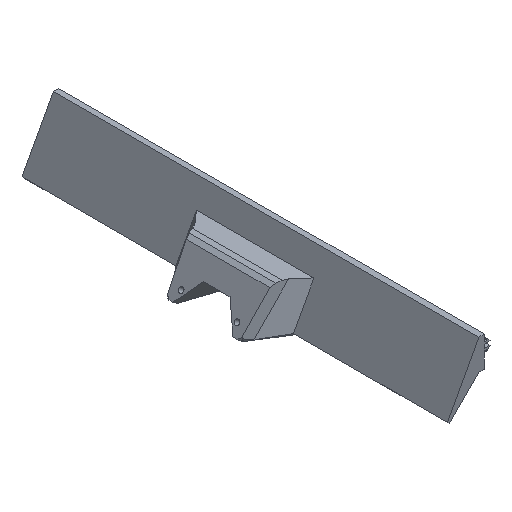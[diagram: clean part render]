
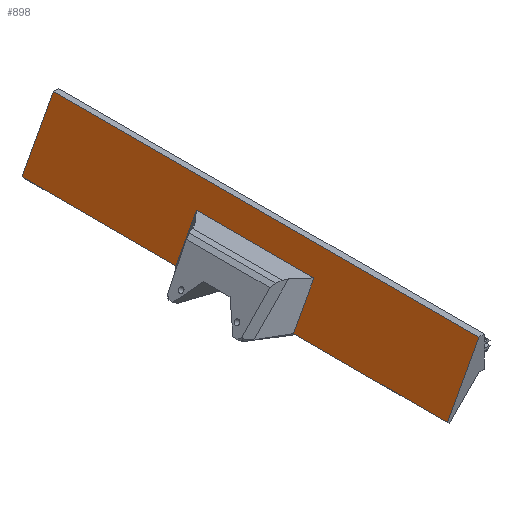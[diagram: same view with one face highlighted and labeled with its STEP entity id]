
A CAD part, isometric view. The second image highlights one B-rep face of the part: STEP entity #898.
In plain terms, the highlighted planar face has unit normal (-0.88, 0, 0.475).
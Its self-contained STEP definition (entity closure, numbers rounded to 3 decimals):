
#42=FACE_OUTER_BOUND('',#90,.T.);
#90=EDGE_LOOP('',(#682,#683,#684,#685,#686,#687,#688,#689));
#175=LINE('',#1339,#299);
#181=LINE('',#1350,#305);
#182=LINE('',#1352,#306);
#183=LINE('',#1354,#307);
#184=LINE('',#1356,#308);
#185=LINE('',#1358,#309);
#186=LINE('',#1359,#310);
#187=LINE('',#1360,#311);
#299=VECTOR('',#1087,10.);
#305=VECTOR('',#1099,10.);
#306=VECTOR('',#1100,10.);
#307=VECTOR('',#1101,10.);
#308=VECTOR('',#1102,10.);
#309=VECTOR('',#1103,10.);
#310=VECTOR('',#1104,10.);
#311=VECTOR('',#1105,10.);
#404=VERTEX_POINT('',#1310);
#411=VERTEX_POINT('',#1336);
#412=VERTEX_POINT('',#1338);
#414=VERTEX_POINT('',#1349);
#415=VERTEX_POINT('',#1351);
#416=VERTEX_POINT('',#1353);
#417=VERTEX_POINT('',#1355);
#418=VERTEX_POINT('',#1357);
#509=EDGE_CURVE('',#411,#412,#175,.T.);
#515=EDGE_CURVE('',#414,#412,#181,.T.);
#516=EDGE_CURVE('',#415,#411,#182,.T.);
#517=EDGE_CURVE('',#416,#415,#183,.T.);
#518=EDGE_CURVE('',#417,#416,#184,.T.);
#519=EDGE_CURVE('',#418,#417,#185,.T.);
#520=EDGE_CURVE('',#418,#404,#186,.T.);
#521=EDGE_CURVE('',#414,#404,#187,.T.);
#682=ORIENTED_EDGE('',*,*,#515,.T.);
#683=ORIENTED_EDGE('',*,*,#509,.F.);
#684=ORIENTED_EDGE('',*,*,#516,.F.);
#685=ORIENTED_EDGE('',*,*,#517,.F.);
#686=ORIENTED_EDGE('',*,*,#518,.F.);
#687=ORIENTED_EDGE('',*,*,#519,.F.);
#688=ORIENTED_EDGE('',*,*,#520,.T.);
#689=ORIENTED_EDGE('',*,*,#521,.F.);
#854=PLANE('',#966);
#898=ADVANCED_FACE('',(#42),#854,.T.);
#966=AXIS2_PLACEMENT_3D('',#1348,#1097,#1098);
#1087=DIRECTION('',(0.475,0.,0.88));
#1097=DIRECTION('center_axis',(-0.88,0.,0.475));
#1098=DIRECTION('ref_axis',(-0.475,0.,-0.88));
#1099=DIRECTION('',(0.,-1.,0.));
#1100=DIRECTION('',(0.,1.,0.));
#1101=DIRECTION('',(-0.475,0.,-0.88));
#1102=DIRECTION('',(0.,-1.,0.));
#1103=DIRECTION('',(0.475,0.,0.88));
#1104=DIRECTION('',(0.,-1.,0.));
#1105=DIRECTION('',(-0.475,0.,-0.88));
#1310=CARTESIAN_POINT('',(-13.818,-57.9,-10.403));
#1336=CARTESIAN_POINT('',(-13.818,-102.1,-10.403));
#1338=CARTESIAN_POINT('',(-6.106,-102.1,3.89));
#1339=CARTESIAN_POINT('',(-6.739,-102.1,2.716));
#1348=CARTESIAN_POINT('Origin',(-2.,0.,11.5));
#1349=CARTESIAN_POINT('',(-6.106,-57.9,3.89));
#1350=CARTESIAN_POINT('',(-6.106,0.,3.89));
#1351=CARTESIAN_POINT('',(-13.818,-160.,-10.403));
#1352=CARTESIAN_POINT('',(-13.818,-160.,-10.403));
#1353=CARTESIAN_POINT('',(-2.,-160.,11.5));
#1354=CARTESIAN_POINT('',(-10.7,-160.,-4.626));
#1355=CARTESIAN_POINT('',(-2.,0.,11.5));
#1356=CARTESIAN_POINT('',(-2.,0.,11.5));
#1357=CARTESIAN_POINT('',(-13.818,0.,-10.403));
#1358=CARTESIAN_POINT('',(-13.818,0.,-10.403));
#1359=CARTESIAN_POINT('',(-13.818,0.,-10.403));
#1360=CARTESIAN_POINT('',(-6.739,-57.9,2.716));
